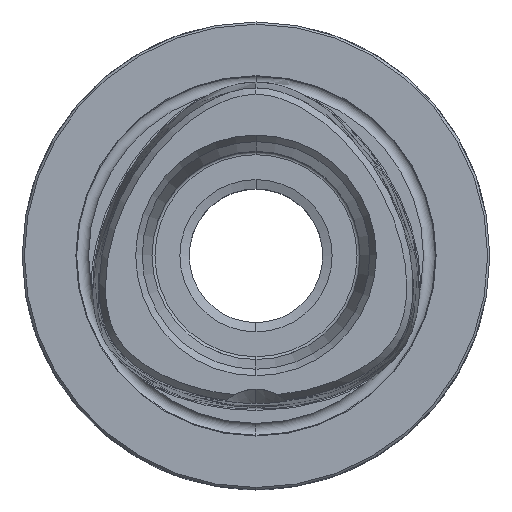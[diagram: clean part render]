
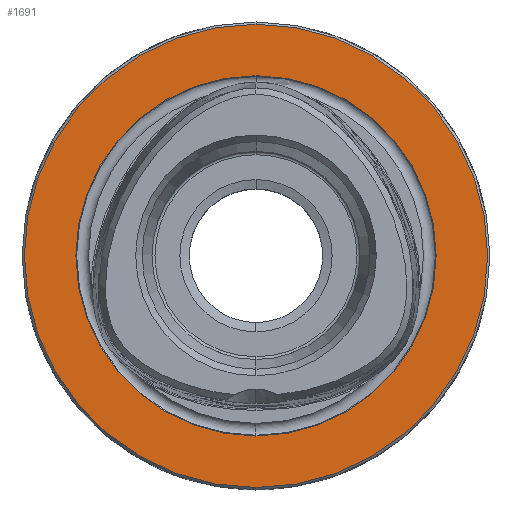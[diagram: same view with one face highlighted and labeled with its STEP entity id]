
A CAD part, top view. The second image highlights one B-rep face of the part: STEP entity #1691.
In plain terms, the highlighted planar face has unit normal (0, 0, 1).
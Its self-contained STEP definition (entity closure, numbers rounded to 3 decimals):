
#1113=EDGE_CURVE('NONE',#1797,#2055,#2779,.T.);
#1475=VERTEX_POINT('NONE',#3191);
#1585=EDGE_CURVE('NONE',#2055,#1797,#3315,.T.);
#1639=VERTEX_POINT('NONE',#3375);
#1685=EDGE_CURVE('NONE',#1639,#1475,#3426,.T.);
#1691=ADVANCED_FACE('NONE',(#3432,#3433),#3434,.T.);
#1783=EDGE_CURVE('NONE',#1475,#1639,#3532,.F.);
#1797=VERTEX_POINT('NONE',#3547);
#2055=VERTEX_POINT('NONE',#3836);
#2779=CIRCLE('',#6269,31.2);
#3191=CARTESIAN_POINT('',(0.,-24.264,0.));
#3315=CIRCLE('',#7616,31.2);
#3375=CARTESIAN_POINT('',(0.,24.264,0.));
#3426=CIRCLE('',#7969,24.264);
#3432=FACE_OUTER_BOUND('',#7976,.T.);
#3433=FACE_BOUND('',#7977,.T.);
#3434=PLANE('',#7978);
#3532=CIRCLE('',#8488,24.264);
#3547=CARTESIAN_POINT('',(0.,31.2,0.));
#3836=CARTESIAN_POINT('',(0.,-31.2,0.));
#6269=AXIS2_PLACEMENT_3D('',#13262,#13263,#13264);
#7616=AXIS2_PLACEMENT_3D('',#13923,#13924,#13925);
#7969=AXIS2_PLACEMENT_3D('',#14035,#14036,#14037);
#7976=EDGE_LOOP('',(#14042,#14043));
#7977=EDGE_LOOP('',(#14044,#14045));
#7978=AXIS2_PLACEMENT_3D('',#14046,#14047,#14048);
#8488=AXIS2_PLACEMENT_3D('',#14132,#14133,#14134);
#13262=CARTESIAN_POINT('',(0.,0.,0.));
#13263=DIRECTION('',(0.,0.,-1.0));
#13264=DIRECTION('',(0.,-1.0,0.));
#13923=CARTESIAN_POINT('',(0.,0.,0.));
#13924=DIRECTION('',(0.,0.,-1.0));
#13925=DIRECTION('',(0.,-1.0,0.));
#14035=CARTESIAN_POINT('',(0.,0.,0.));
#14036=DIRECTION('',(0.,0.,1.0));
#14037=DIRECTION('',(0.,1.0,0.));
#14042=ORIENTED_EDGE('',*,*,#1585,.F.);
#14043=ORIENTED_EDGE('',*,*,#1113,.F.);
#14044=ORIENTED_EDGE('',*,*,#1685,.F.);
#14045=ORIENTED_EDGE('',*,*,#1783,.F.);
#14046=CARTESIAN_POINT('',(-33.0,0.,0.));
#14047=DIRECTION('',(0.,0.,1.0));
#14048=DIRECTION('',(-1.0,0.,0.));
#14132=CARTESIAN_POINT('',(0.,0.,0.));
#14133=DIRECTION('',(0.,0.,-1.0));
#14134=DIRECTION('',(0.,1.0,0.));
